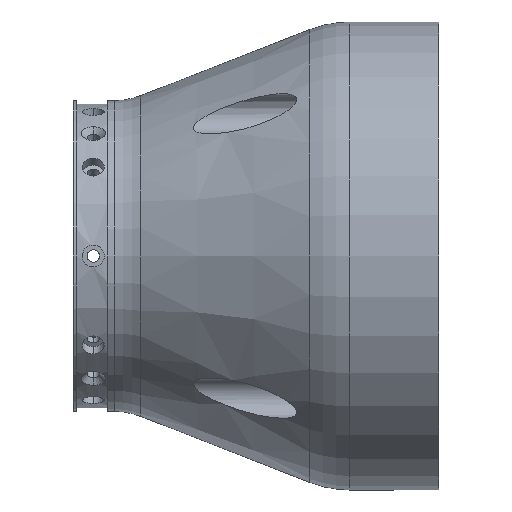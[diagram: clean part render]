
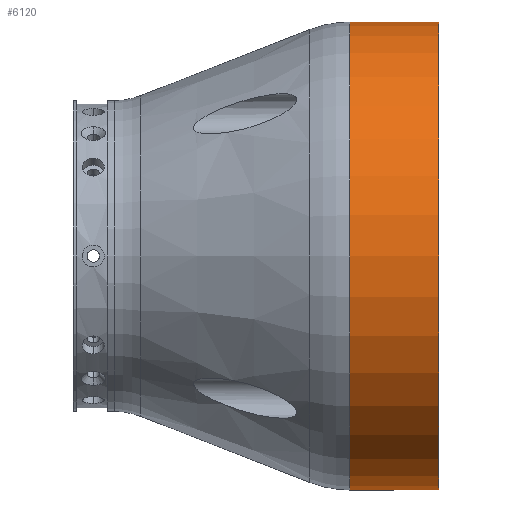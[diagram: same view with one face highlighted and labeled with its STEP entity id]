
A CAD part, left-side view. The second image highlights one B-rep face of the part: STEP entity #6120.
In plain terms, the highlighted cylindrical face has radius 64 mm (diameter 128 mm), a partial arc.
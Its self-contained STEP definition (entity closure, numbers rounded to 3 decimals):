
#220 = DIRECTION ( 'NONE',  ( 0., 0., 1. ) ) ;
#227 = ORIENTED_EDGE ( 'NONE', *, *, #2601, .T. ) ;
#341 = CARTESIAN_POINT ( 'NONE',  ( 0., -100., 0. ) ) ;
#621 = EDGE_LOOP ( 'NONE', ( #2773, #1789, #227, #1319 ) ) ;
#631 = EDGE_CURVE ( 'NONE', #7024, #5636, #5688, .T. ) ;
#1319 = ORIENTED_EDGE ( 'NONE', *, *, #3827, .T. ) ;
#1342 = CARTESIAN_POINT ( 'NONE',  ( 0., 0., 0. ) ) ;
#1386 = DIRECTION ( 'NONE',  ( 0., 1., 0. ) ) ;
#1507 = CARTESIAN_POINT ( 'NONE',  ( 0., -75.655, 64. ) ) ;
#1789 = ORIENTED_EDGE ( 'NONE', *, *, #631, .T. ) ;
#1907 = CARTESIAN_POINT ( 'NONE',  ( 0., 0., 64. ) ) ;
#2080 = CARTESIAN_POINT ( 'NONE',  ( 0., -100., -64. ) ) ;
#2455 = EDGE_CURVE ( 'NONE', #7024, #5734, #4547, .T. ) ;
#2545 = FACE_OUTER_BOUND ( 'NONE', #621, .T. ) ;
#2601 = EDGE_CURVE ( 'NONE', #5636, #6312, #5540, .T. ) ;
#2661 = CYLINDRICAL_SURFACE ( 'NONE', #7782, 64. ) ;
#2773 = ORIENTED_EDGE ( 'NONE', *, *, #2455, .F. ) ;
#2829 = VECTOR ( 'NONE', #6149, 1000. ) ;
#3795 = CARTESIAN_POINT ( 'NONE',  ( 0., -75.655, -64. ) ) ;
#3827 = EDGE_CURVE ( 'NONE', #6312, #5734, #5304, .T. ) ;
#3910 = AXIS2_PLACEMENT_3D ( 'NONE', #7034, #5858, #3943 ) ;
#3943 = DIRECTION ( 'NONE',  ( 0., 0., -1. ) ) ;
#4547 = LINE ( 'NONE', #7601, #6405 ) ;
#4916 = AXIS2_PLACEMENT_3D ( 'NONE', #341, #1386, #5700 ) ;
#5304 = CIRCLE ( 'NONE', #3910, 64. ) ;
#5540 = LINE ( 'NONE', #1907, #2829 ) ;
#5580 = DIRECTION ( 'NONE',  ( 0., 1., 0. ) ) ;
#5636 = VERTEX_POINT ( 'NONE', #6042 ) ;
#5688 = CIRCLE ( 'NONE', #4916, 64. ) ;
#5700 = DIRECTION ( 'NONE',  ( 0., 0., 1. ) ) ;
#5734 = VERTEX_POINT ( 'NONE', #3795 ) ;
#5858 = DIRECTION ( 'NONE',  ( 0., -1., 0. ) ) ;
#6042 = CARTESIAN_POINT ( 'NONE',  ( 0., -100., 64. ) ) ;
#6120 = ADVANCED_FACE ( 'NONE', ( #2545 ), #2661, .T. ) ;
#6149 = DIRECTION ( 'NONE',  ( 0., 1., 0. ) ) ;
#6312 = VERTEX_POINT ( 'NONE', #1507 ) ;
#6405 = VECTOR ( 'NONE', #7004, 1000. ) ;
#7004 = DIRECTION ( 'NONE',  ( 0., 1., 0. ) ) ;
#7024 = VERTEX_POINT ( 'NONE', #2080 ) ;
#7034 = CARTESIAN_POINT ( 'NONE',  ( 0., -75.655, 0. ) ) ;
#7601 = CARTESIAN_POINT ( 'NONE',  ( 0., 0., -64. ) ) ;
#7782 = AXIS2_PLACEMENT_3D ( 'NONE', #1342, #5580, #220 ) ;
